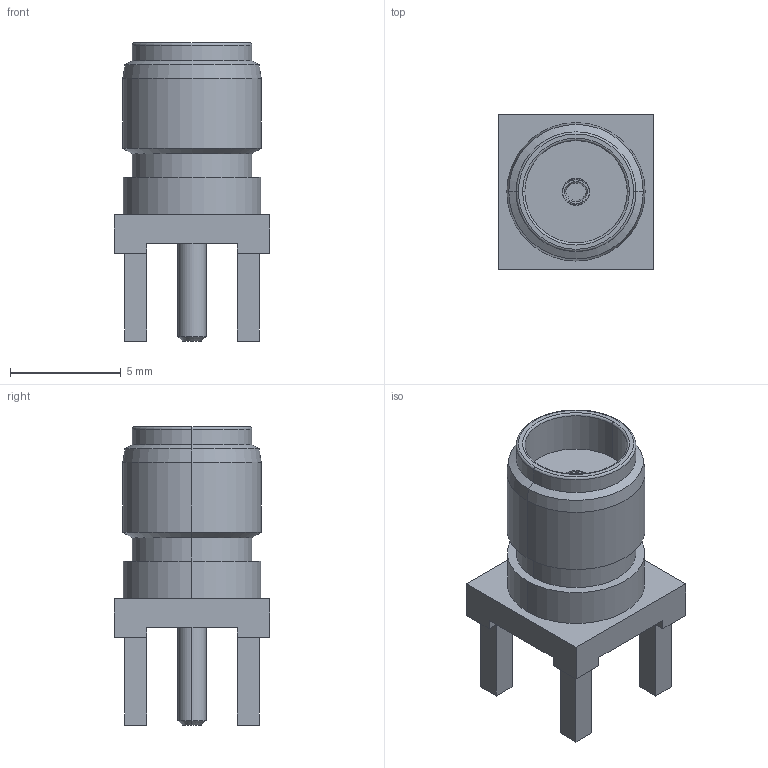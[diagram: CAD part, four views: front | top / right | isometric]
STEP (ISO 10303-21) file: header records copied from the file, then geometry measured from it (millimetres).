
FILE_DESCRIPTION (( 'STEP AP214' ), '1' );
FILE_NAME ('J01151A0931.STEP', '2011-02-22T12:15:31', ( 'markiewicz' ), ( '' ), 'SwSTEP 2.0', 'SolidWorks 2010', '' );
FILE_SCHEMA (( 'AUTOMOTIVE_DESIGN' ));
Length unit declared in the file: millimetre
Products named in the file (1): J01151A0931
Bounding box: 7 x 7 x 13.45 mm (x, y, z)
Volume: 274.8 mm3; surface area: 416.3 mm2
Topology: 1 solids, 1 shells, 78 faces, 194 edges, 124 vertices
Faces by surface type: plane 44, cylinder 20, cone 8, torus 6
Entity records: 3160 total; most frequent: CARTESIAN_POINT 457, ORIENTED_EDGE 388, DIRECTION 386, EDGE_CURVE 194, AXIS2_PLACEMENT_3D 133, VERTEX_POINT 124, VECTOR 120, LINE 120
